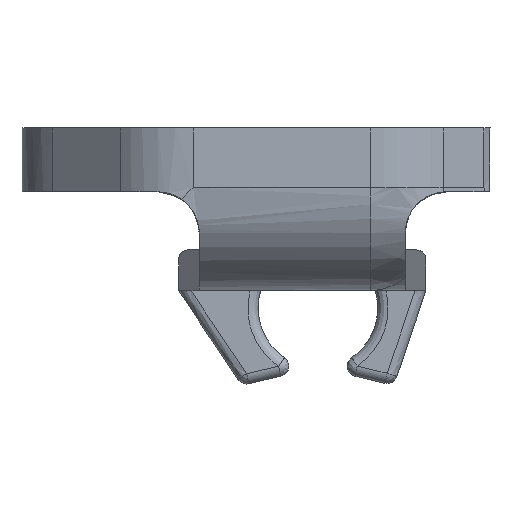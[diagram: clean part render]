
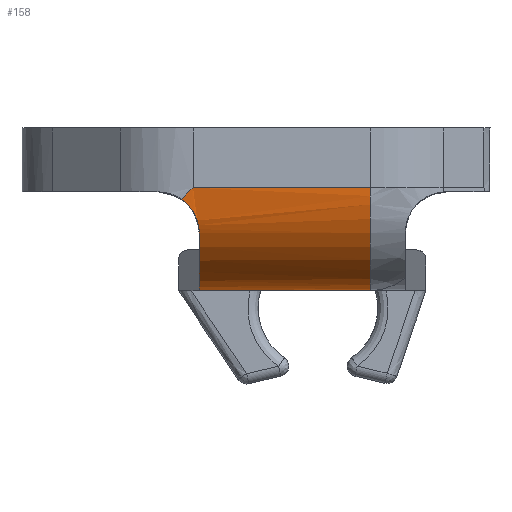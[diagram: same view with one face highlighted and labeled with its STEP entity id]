
A CAD part, left-side view. The second image highlights one B-rep face of the part: STEP entity #158.
In plain terms, the highlighted free-form (B-spline) face has degree [2, 1] with [5, 2] control points.
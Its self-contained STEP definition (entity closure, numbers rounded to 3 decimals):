
#158=ADVANCED_FACE('',(#324),#2645,.T.);
#324=FACE_OUTER_BOUND('',#491,.T.);
#491=EDGE_LOOP('',(#1296,#1297,#1298,#1299,#1300,#1301));
#1296=ORIENTED_EDGE('',*,*,#1826,.T.);
#1297=ORIENTED_EDGE('',*,*,#1824,.T.);
#1298=ORIENTED_EDGE('',*,*,#1785,.T.);
#1299=ORIENTED_EDGE('',*,*,#1741,.T.);
#1300=ORIENTED_EDGE('',*,*,#1827,.T.);
#1301=ORIENTED_EDGE('',*,*,#1758,.T.);
#1741=EDGE_CURVE('',#2527,#2513,#2220,.T.);
#1758=EDGE_CURVE('',#2536,#2537,#2235,.T.);
#1785=EDGE_CURVE('',#2548,#2527,#1953,.T.);
#1824=EDGE_CURVE('',#2562,#2548,#2282,.T.);
#1826=EDGE_CURVE('',#2537,#2562,#2283,.T.);
#1827=EDGE_CURVE('',#2513,#2536,#1968,.T.);
#1953=(
BOUNDED_CURVE()
B_SPLINE_CURVE(2,(#6966,#6967,#6968),.UNSPECIFIED.,.F.,.F.)
B_SPLINE_CURVE_WITH_KNOTS((3,3),(5.168,6.283),
 .UNSPECIFIED.)
CURVE()
GEOMETRIC_REPRESENTATION_ITEM()
RATIONAL_B_SPLINE_CURVE((1.,0.849,1.))
REPRESENTATION_ITEM('')
);
#1968=(
BOUNDED_CURVE()
B_SPLINE_CURVE(2,(#7217,#7218,#7219),.UNSPECIFIED.,.F.,.F.)
B_SPLINE_CURVE_WITH_KNOTS((3,3),(-6.283,-4.712),
 .UNSPECIFIED.)
CURVE()
GEOMETRIC_REPRESENTATION_ITEM()
RATIONAL_B_SPLINE_CURVE((1.,0.707,1.))
REPRESENTATION_ITEM('')
);
#2220=B_SPLINE_CURVE_WITH_KNOTS('',1,(#6851,#6852),.UNSPECIFIED.,.F.,.F.,
(2,2),(0.,8.299),.UNSPECIFIED.);
#2235=B_SPLINE_CURVE_WITH_KNOTS('',1,(#6903,#6904),.UNSPECIFIED.,.F.,.F.,
(2,2),(0.,8.598),.UNSPECIFIED.);
#2282=B_SPLINE_CURVE_WITH_KNOTS('',3,(#7200,#7201,#7202,#7203,#7204,#7205,
#7206,#7207),.UNSPECIFIED.,.F.,.F.,(4,2,2,4),(0.,0.001,0.001,
0.002),.UNSPECIFIED.);
#2283=B_SPLINE_CURVE_WITH_KNOTS('',5,(#7211,#7212,#7213,#7214,#7215,#7216),
 .UNSPECIFIED.,.F.,.F.,(6,6),(1.571,1.683),
 .UNSPECIFIED.);
#2513=VERTEX_POINT('',#5593);
#2527=VERTEX_POINT('',#5607);
#2536=VERTEX_POINT('',#5616);
#2537=VERTEX_POINT('',#5617);
#2548=VERTEX_POINT('',#5628);
#2562=VERTEX_POINT('',#5642);
#2645=(
BOUNDED_SURFACE()
B_SPLINE_SURFACE(2,1,((#5046,#5047),(#5048,#5049),(#5050,#5051),(#5052,#5053),
(#5054,#5055)),.UNSPECIFIED.,.F.,.F.,.F.)
B_SPLINE_SURFACE_WITH_KNOTS((3,2,3),(2,2),(-0.079,0.785,
1.649),(-1.315,8.757),.UNSPECIFIED.)
GEOMETRIC_REPRESENTATION_ITEM()
RATIONAL_B_SPLINE_SURFACE(((1.,1.),(0.908,0.908),
(1.,1.),(0.908,0.908),(1.,1.)))
REPRESENTATION_ITEM('')
SURFACE()
);
#5046=CARTESIAN_POINT('',(-29.335,6.315,3.323));
#5047=CARTESIAN_POINT('',(-29.335,-3.757,3.323));
#5048=CARTESIAN_POINT('',(-29.515,6.315,1.026));
#5049=CARTESIAN_POINT('',(-29.515,-3.757,1.026));
#5050=CARTESIAN_POINT('',(-27.886,6.315,-0.604));
#5051=CARTESIAN_POINT('',(-27.886,-3.757,-0.604));
#5052=CARTESIAN_POINT('',(-26.256,6.315,-2.234));
#5053=CARTESIAN_POINT('',(-26.256,-3.757,-2.234));
#5054=CARTESIAN_POINT('',(-23.958,6.315,-2.053));
#5055=CARTESIAN_POINT('',(-23.958,-3.757,-2.053));
#5593=CARTESIAN_POINT('',(-24.35,-3.299,-2.069));
#5607=CARTESIAN_POINT('',(-24.35,5.,-2.069));
#5616=CARTESIAN_POINT('',(-29.35,-3.299,2.931));
#5617=CARTESIAN_POINT('',(-29.35,5.299,2.931));
#5628=CARTESIAN_POINT('',(-28.84,5.,0.731));
#5642=CARTESIAN_POINT('',(-29.319,5.857,2.373));
#6851=CARTESIAN_POINT('',(-24.35,5.,-2.069));
#6852=CARTESIAN_POINT('',(-24.35,-3.299,-2.069));
#6903=CARTESIAN_POINT('',(-29.35,-3.299,2.931));
#6904=CARTESIAN_POINT('',(-29.35,5.299,2.931));
#6966=CARTESIAN_POINT('',(-28.84,5.,0.731));
#6967=CARTESIAN_POINT('',(-27.468,5.,-2.069));
#6968=CARTESIAN_POINT('',(-24.35,5.,-2.069));
#7200=CARTESIAN_POINT('',(-29.319,5.857,2.373));
#7201=CARTESIAN_POINT('',(-29.305,5.68,2.249));
#7202=CARTESIAN_POINT('',(-29.283,5.522,2.095));
#7203=CARTESIAN_POINT('',(-29.212,5.267,1.753));
#7204=CARTESIAN_POINT('',(-29.163,5.168,1.56));
#7205=CARTESIAN_POINT('',(-29.029,5.033,1.155));
#7206=CARTESIAN_POINT('',(-28.941,5.,0.938));
#7207=CARTESIAN_POINT('',(-28.84,5.,0.731));
#7211=CARTESIAN_POINT('',(-29.35,5.299,2.931));
#7212=CARTESIAN_POINT('',(-29.35,5.411,2.819));
#7213=CARTESIAN_POINT('',(-29.347,5.523,2.707));
#7214=CARTESIAN_POINT('',(-29.341,5.635,2.595));
#7215=CARTESIAN_POINT('',(-29.331,5.746,2.484));
#7216=CARTESIAN_POINT('',(-29.319,5.857,2.373));
#7217=CARTESIAN_POINT('',(-24.35,-3.299,-2.069));
#7218=CARTESIAN_POINT('',(-29.35,-3.299,-2.069));
#7219=CARTESIAN_POINT('',(-29.35,-3.299,2.931));
